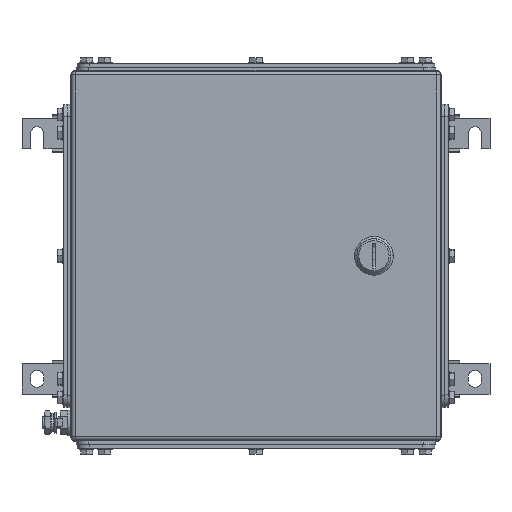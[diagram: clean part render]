
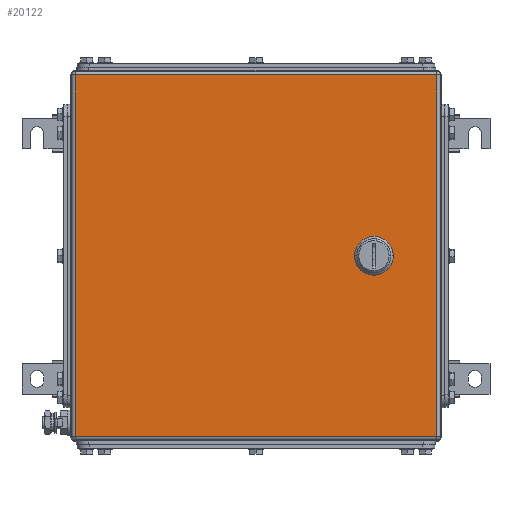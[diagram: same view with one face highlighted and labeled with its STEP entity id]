
A CAD part, top view. The second image highlights one B-rep face of the part: STEP entity #20122.
In plain terms, the highlighted planar face has unit normal (0, 0, 1).
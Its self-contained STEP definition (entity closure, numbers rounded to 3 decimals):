
#19150=AXIS2_PLACEMENT_3D('Circle Axis2P3D',#19148,#19149,$) ;
#19198=AXIS2_PLACEMENT_3D('Circle Axis2P3D',#19196,#19197,$) ;
#19217=AXIS2_PLACEMENT_3D('Circle Axis2P3D',#19215,#19216,$) ;
#20091=AXIS2_PLACEMENT_3D('Circle Axis2P3D',#20089,#20090,$) ;
#20104=AXIS2_PLACEMENT_3D('Plane Axis2P3D',#20101,#20102,#20103) ;
#19009=CARTESIAN_POINT('Vertex',(301.05,158.944,203.5)) ;
#19012=CARTESIAN_POINT('Line Origine',(301.05,164.,203.5)) ;
#19016=CARTESIAN_POINT('Vertex',(301.05,169.056,203.5)) ;
#19145=CARTESIAN_POINT('Vertex',(296.056,153.95,203.5)) ;
#19148=CARTESIAN_POINT('Axis2P3D Location',(291.,164.,203.5)) ;
#19169=CARTESIAN_POINT('Vertex',(285.944,153.95,203.5)) ;
#19172=CARTESIAN_POINT('Line Origine',(291.,153.95,203.5)) ;
#19193=CARTESIAN_POINT('Vertex',(280.95,158.944,203.5)) ;
#19196=CARTESIAN_POINT('Axis2P3D Location',(291.,164.,203.5)) ;
#19212=CARTESIAN_POINT('Vertex',(285.944,174.05,203.5)) ;
#19215=CARTESIAN_POINT('Axis2P3D Location',(291.,164.,203.5)) ;
#19219=CARTESIAN_POINT('Vertex',(280.95,169.056,203.5)) ;
#19243=CARTESIAN_POINT('Vertex',(343.,313.5,203.5)) ;
#19259=CARTESIAN_POINT('Vertex',(44.,313.5,203.5)) ;
#19262=CARTESIAN_POINT('Line Origine',(191.4,313.5,203.5)) ;
#19297=CARTESIAN_POINT('Vertex',(44.,14.5,203.5)) ;
#19300=CARTESIAN_POINT('Line Origine',(44.,164.,203.5)) ;
#19335=CARTESIAN_POINT('Vertex',(343.,14.5,203.5)) ;
#19338=CARTESIAN_POINT('Line Origine',(193.5,14.5,203.5)) ;
#19374=CARTESIAN_POINT('Line Origine',(343.,164.,203.5)) ;
#20009=CARTESIAN_POINT('Vertex',(296.056,174.05,203.5)) ;
#20012=CARTESIAN_POINT('Line Origine',(291.,174.05,203.5)) ;
#20029=CARTESIAN_POINT('Line Origine',(280.95,164.,203.5)) ;
#20089=CARTESIAN_POINT('Axis2P3D Location',(291.,164.,203.5)) ;
#20101=CARTESIAN_POINT('Axis2P3D Location',(193.5,164.,203.5)) ;
#19013=DIRECTION('Vector Direction',(0.,-1.,0.)) ;
#19149=DIRECTION('Axis2P3D Direction',(0.,0.,1.)) ;
#19173=DIRECTION('Vector Direction',(1.,0.,0.)) ;
#19197=DIRECTION('Axis2P3D Direction',(0.,0.,1.)) ;
#19216=DIRECTION('Axis2P3D Direction',(0.,0.,1.)) ;
#19263=DIRECTION('Vector Direction',(1.,0.,0.)) ;
#19301=DIRECTION('Vector Direction',(0.,-1.,0.)) ;
#19339=DIRECTION('Vector Direction',(1.,0.,0.)) ;
#19375=DIRECTION('Vector Direction',(0.,1.,0.)) ;
#20013=DIRECTION('Vector Direction',(1.,0.,0.)) ;
#20030=DIRECTION('Vector Direction',(0.,1.,0.)) ;
#20090=DIRECTION('Axis2P3D Direction',(0.,0.,1.)) ;
#20102=DIRECTION('Axis2P3D Direction',(0.,0.,1.)) ;
#20103=DIRECTION('Axis2P3D XDirection',(1.,0.,0.)) ;
#19014=VECTOR('Line Direction',#19013,1.) ;
#19174=VECTOR('Line Direction',#19173,1.) ;
#19264=VECTOR('Line Direction',#19263,1.) ;
#19302=VECTOR('Line Direction',#19301,1.) ;
#19340=VECTOR('Line Direction',#19339,1.) ;
#19376=VECTOR('Line Direction',#19375,1.) ;
#20014=VECTOR('Line Direction',#20013,1.) ;
#20031=VECTOR('Line Direction',#20030,1.) ;
#20107=ORIENTED_EDGE('',*,*,#19266,.T.) ;
#20108=ORIENTED_EDGE('',*,*,#19304,.T.) ;
#20109=ORIENTED_EDGE('',*,*,#19342,.T.) ;
#20110=ORIENTED_EDGE('',*,*,#19378,.T.) ;
#20113=ORIENTED_EDGE('',*,*,#19152,.F.) ;
#20114=ORIENTED_EDGE('',*,*,#19176,.F.) ;
#20115=ORIENTED_EDGE('',*,*,#19200,.F.) ;
#20116=ORIENTED_EDGE('',*,*,#20033,.T.) ;
#20117=ORIENTED_EDGE('',*,*,#19221,.F.) ;
#20118=ORIENTED_EDGE('',*,*,#20016,.T.) ;
#20119=ORIENTED_EDGE('',*,*,#20093,.F.) ;
#20120=ORIENTED_EDGE('',*,*,#19018,.T.) ;
#20121=FACE_BOUND('',#20112,.T.) ;
#20122=ADVANCED_FACE('1200100000.1\\ZUB_KTB_QL_303020_4GP_AllCATPart.2\\ZUB_DE_KTB_QL.1\\DE_KTB_MH_PART_MASTER.1\\Koerper.2',(#20111,#20121),#20105,.T.) ;
#19151=CIRCLE('generated circle',#19150,11.25) ;
#19199=CIRCLE('generated circle',#19198,11.25) ;
#19218=CIRCLE('generated circle',#19217,11.25) ;
#20092=CIRCLE('generated circle',#20091,11.25) ;
#19018=EDGE_CURVE('',#19017,#19010,#19015,.T.) ;
#19152=EDGE_CURVE('',#19146,#19010,#19151,.T.) ;
#19176=EDGE_CURVE('',#19170,#19146,#19175,.T.) ;
#19200=EDGE_CURVE('',#19194,#19170,#19199,.T.) ;
#19221=EDGE_CURVE('',#19213,#19220,#19218,.T.) ;
#19266=EDGE_CURVE('',#19244,#19260,#19265,.F.) ;
#19304=EDGE_CURVE('',#19260,#19298,#19303,.T.) ;
#19342=EDGE_CURVE('',#19298,#19336,#19341,.T.) ;
#19378=EDGE_CURVE('',#19336,#19244,#19377,.T.) ;
#20016=EDGE_CURVE('',#19213,#20010,#20015,.T.) ;
#20033=EDGE_CURVE('',#19194,#19220,#20032,.T.) ;
#20093=EDGE_CURVE('',#19017,#20010,#20092,.T.) ;
#20106=EDGE_LOOP('',(#20107,#20108,#20109,#20110)) ;
#20112=EDGE_LOOP('',(#20113,#20114,#20115,#20116,#20117,#20118,#20119,#20120)) ;
#20111=FACE_OUTER_BOUND('',#20106,.T.) ;
#19015=LINE('Line',#19012,#19014) ;
#19175=LINE('Line',#19172,#19174) ;
#19265=LINE('Line',#19262,#19264) ;
#19303=LINE('Line',#19300,#19302) ;
#19341=LINE('Line',#19338,#19340) ;
#19377=LINE('Line',#19374,#19376) ;
#20015=LINE('Line',#20012,#20014) ;
#20032=LINE('Line',#20029,#20031) ;
#20105=PLANE('',#20104) ;
#19010=VERTEX_POINT('',#19009) ;
#19017=VERTEX_POINT('',#19016) ;
#19146=VERTEX_POINT('',#19145) ;
#19170=VERTEX_POINT('',#19169) ;
#19194=VERTEX_POINT('',#19193) ;
#19213=VERTEX_POINT('',#19212) ;
#19220=VERTEX_POINT('',#19219) ;
#19244=VERTEX_POINT('',#19243) ;
#19260=VERTEX_POINT('',#19259) ;
#19298=VERTEX_POINT('',#19297) ;
#19336=VERTEX_POINT('',#19335) ;
#20010=VERTEX_POINT('',#20009) ;
